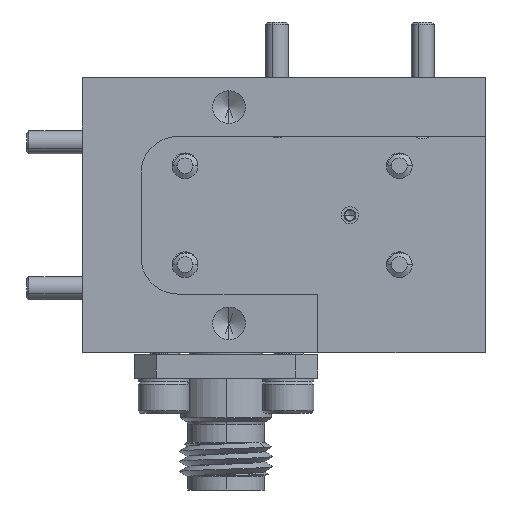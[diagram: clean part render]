
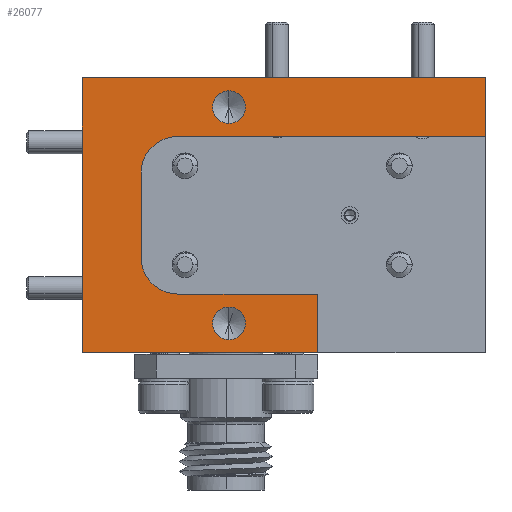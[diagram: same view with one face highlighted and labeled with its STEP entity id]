
A CAD part, front view. The second image highlights one B-rep face of the part: STEP entity #26077.
In plain terms, the highlighted planar face has unit normal (0, -1, 0).
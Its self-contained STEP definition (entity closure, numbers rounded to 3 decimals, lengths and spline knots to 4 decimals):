
#255 = DIRECTION ( 'NONE',  ( 0., 1., 0. ) ) ;
#415 = VERTEX_POINT ( 'NONE', #23241 ) ;
#769 = DIRECTION ( 'NONE',  ( -1., 0., 0. ) ) ;
#1060 = CARTESIAN_POINT ( 'NONE',  ( -2.1199, -0.0624, 0.6129 ) ) ;
#1645 = AXIS2_PLACEMENT_3D ( 'NONE', #13592, #34364, #22872 ) ;
#1851 = DIRECTION ( 'NONE',  ( 0., -1., 0. ) ) ;
#1995 = EDGE_CURVE ( 'NONE', #2781, #28479, #34878, .T. ) ;
#2372 = EDGE_CURVE ( 'NONE', #30709, #20545, #6910, .T. ) ;
#2781 = VERTEX_POINT ( 'NONE', #33394 ) ;
#2886 = ORIENTED_EDGE ( 'NONE', *, *, #17544, .F. ) ;
#2998 = VERTEX_POINT ( 'NONE', #31678 ) ;
#3401 = VECTOR ( 'NONE', #15639, 39.3701 ) ;
#4083 = FACE_OUTER_BOUND ( 'NONE', #11088, .T. ) ;
#4742 = EDGE_CURVE ( 'NONE', #31407, #28479, #29186, .T. ) ;
#4814 = DIRECTION ( 'NONE',  ( 0., 0., 1. ) ) ;
#5959 = AXIS2_PLACEMENT_3D ( 'NONE', #28603, #1851, #37794 ) ;
#6381 = VECTOR ( 'NONE', #31825, 39.3701 ) ;
#6611 = CARTESIAN_POINT ( 'NONE',  ( -2.0199, -0.0624, 1.0429 ) ) ;
#6910 = CIRCLE ( 'NONE', #5959, 0.0445 ) ;
#7104 = DIRECTION ( 'NONE',  ( 0., 0., 1. ) ) ;
#7178 = AXIS2_PLACEMENT_3D ( 'NONE', #32976, #255, #11549 ) ;
#7304 = LINE ( 'NONE', #19783, #6381 ) ;
#7686 = ORIENTED_EDGE ( 'NONE', *, *, #4742, .F. ) ;
#7805 = CARTESIAN_POINT ( 'NONE',  ( -1.1799, -0.0624, 1.2029 ) ) ;
#8197 = CARTESIAN_POINT ( 'NONE',  ( -1.7299, -0.0624, 0.8279 ) ) ;
#8646 = VECTOR ( 'NONE', #35375, 39.3701 ) ;
#9590 = CARTESIAN_POINT ( 'NONE',  ( -1.8799, -0.0624, 1.0784 ) ) ;
#9763 = EDGE_LOOP ( 'NONE', ( #13482, #27376 ) ) ;
#9950 = CARTESIAN_POINT ( 'NONE',  ( -2.0199, -0.0624, 0.9429 ) ) ;
#10207 = VERTEX_POINT ( 'NONE', #11116 ) ;
#10361 = LINE ( 'NONE', #36411, #12652 ) ;
#10395 = DIRECTION ( 'NONE',  ( 0., 0., -1. ) ) ;
#10577 = EDGE_CURVE ( 'NONE', #28421, #10207, #19424, .T. ) ;
#11088 = EDGE_LOOP ( 'NONE', ( #37641, #18839, #7686, #30532, #2886, #28705, #31051, #29608, #23787, #14368 ) ) ;
#11116 = CARTESIAN_POINT ( 'NONE',  ( -1.6379, -0.0624, 0.6129 ) ) ;
#11156 = PLANE ( 'NONE',  #26031 ) ;
#11549 = DIRECTION ( 'NONE',  ( 0., 0., 1. ) ) ;
#11641 = LINE ( 'NONE', #33369, #23778 ) ;
#11971 = DIRECTION ( 'NONE',  ( 0., 0., -1. ) ) ;
#12652 = VECTOR ( 'NONE', #33077, 39.3701 ) ;
#12779 = EDGE_CURVE ( 'NONE', #20545, #30709, #27297, .T. ) ;
#13436 = VECTOR ( 'NONE', #37243, 39.3701 ) ;
#13482 = ORIENTED_EDGE ( 'NONE', *, *, #37173, .F. ) ;
#13592 = CARTESIAN_POINT ( 'NONE',  ( -1.8799, -0.0624, 1.1229 ) ) ;
#14232 = CARTESIAN_POINT ( 'NONE',  ( -2.1199, -0.0624, 1.0429 ) ) ;
#14368 = ORIENTED_EDGE ( 'NONE', *, *, #21802, .T. ) ;
#14707 = VECTOR ( 'NONE', #36732, 39.3701 ) ;
#15639 = DIRECTION ( 'NONE',  ( 0., 0., -1. ) ) ;
#15734 = VERTEX_POINT ( 'NONE', #21011 ) ;
#15815 = VERTEX_POINT ( 'NONE', #34807 ) ;
#15837 = EDGE_LOOP ( 'NONE', ( #32247, #26585 ) ) ;
#17186 = LINE ( 'NONE', #7805, #13436 ) ;
#17544 = EDGE_CURVE ( 'NONE', #415, #2998, #10361, .T. ) ;
#17610 = CARTESIAN_POINT ( 'NONE',  ( -2.1199, -0.0624, 0.7129 ) ) ;
#18839 = ORIENTED_EDGE ( 'NONE', *, *, #1995, .T. ) ;
#19412 = DIRECTION ( 'NONE',  ( 0., 0., -1. ) ) ;
#19424 = LINE ( 'NONE', #1060, #14707 ) ;
#19783 = CARTESIAN_POINT ( 'NONE',  ( -2.2799, -0.0624, 1.2029 ) ) ;
#20545 = VERTEX_POINT ( 'NONE', #24725 ) ;
#21011 = CARTESIAN_POINT ( 'NONE',  ( -1.8799, -0.0624, 1.1674 ) ) ;
#21620 = AXIS2_PLACEMENT_3D ( 'NONE', #9950, #37574, #7104 ) ;
#21802 = EDGE_CURVE ( 'NONE', #28421, #22196, #26012, .T. ) ;
#22052 = VERTEX_POINT ( 'NONE', #32249 ) ;
#22196 = VERTEX_POINT ( 'NONE', #17610 ) ;
#22872 = DIRECTION ( 'NONE',  ( 0., 0., -1. ) ) ;
#23241 = CARTESIAN_POINT ( 'NONE',  ( -2.2799, -0.0624, 1.2029 ) ) ;
#23778 = VECTOR ( 'NONE', #769, 39.3701 ) ;
#23787 = ORIENTED_EDGE ( 'NONE', *, *, #10577, .F. ) ;
#24725 = CARTESIAN_POINT ( 'NONE',  ( -1.8799, -0.0624, 0.5774 ) ) ;
#24877 = AXIS2_PLACEMENT_3D ( 'NONE', #25164, #31327, #19412 ) ;
#25041 = FACE_BOUND ( 'NONE', #9763, .T. ) ;
#25164 = CARTESIAN_POINT ( 'NONE',  ( -1.8799, -0.0624, 1.1229 ) ) ;
#25283 = CARTESIAN_POINT ( 'NONE',  ( -1.8799, -0.0624, 0.5329 ) ) ;
#26012 = CIRCLE ( 'NONE', #7178, 0.1 ) ;
#26031 = AXIS2_PLACEMENT_3D ( 'NONE', #8197, #26195, #4814 ) ;
#26077 = ADVANCED_FACE ( 'NONE', ( #31127, #25041, #4083 ), #11156, .F. ) ;
#26136 = EDGE_CURVE ( 'NONE', #15815, #415, #7304, .T. ) ;
#26195 = DIRECTION ( 'NONE',  ( 0., 1., 0. ) ) ;
#26585 = ORIENTED_EDGE ( 'NONE', *, *, #12779, .F. ) ;
#27114 = CIRCLE ( 'NONE', #1645, 0.0445 ) ;
#27297 = CIRCLE ( 'NONE', #34203, 0.0445 ) ;
#27376 = ORIENTED_EDGE ( 'NONE', *, *, #37796, .F. ) ;
#27742 = CARTESIAN_POINT ( 'NONE',  ( -2.0199, -0.0624, 0.6129 ) ) ;
#28323 = DIRECTION ( 'NONE',  ( 0., -1., 0. ) ) ;
#28421 = VERTEX_POINT ( 'NONE', #27742 ) ;
#28464 = VERTEX_POINT ( 'NONE', #9590 ) ;
#28479 = VERTEX_POINT ( 'NONE', #6611 ) ;
#28603 = CARTESIAN_POINT ( 'NONE',  ( -1.8799, -0.0624, 0.5329 ) ) ;
#28705 = ORIENTED_EDGE ( 'NONE', *, *, #26136, .F. ) ;
#28842 = EDGE_CURVE ( 'NONE', #10207, #22052, #33289, .T. ) ;
#29186 = LINE ( 'NONE', #14232, #8646 ) ;
#29408 = EDGE_CURVE ( 'NONE', #2781, #22196, #31383, .T. ) ;
#29608 = ORIENTED_EDGE ( 'NONE', *, *, #28842, .F. ) ;
#29843 = CARTESIAN_POINT ( 'NONE',  ( -1.8799, -0.0624, 0.4884 ) ) ;
#30532 = ORIENTED_EDGE ( 'NONE', *, *, #32302, .F. ) ;
#30709 = VERTEX_POINT ( 'NONE', #29843 ) ;
#30787 = EDGE_CURVE ( 'NONE', #22052, #15815, #11641, .T. ) ;
#31051 = ORIENTED_EDGE ( 'NONE', *, *, #30787, .F. ) ;
#31127 = FACE_BOUND ( 'NONE', #15837, .T. ) ;
#31327 = DIRECTION ( 'NONE',  ( 0., -1., 0. ) ) ;
#31383 = LINE ( 'NONE', #33682, #3401 ) ;
#31407 = VERTEX_POINT ( 'NONE', #36163 ) ;
#31678 = CARTESIAN_POINT ( 'NONE',  ( -1.1799, -0.0624, 1.2029 ) ) ;
#31825 = DIRECTION ( 'NONE',  ( 0., 0., 1. ) ) ;
#32247 = ORIENTED_EDGE ( 'NONE', *, *, #2372, .F. ) ;
#32249 = CARTESIAN_POINT ( 'NONE',  ( -1.6379, -0.0624, 0.4529 ) ) ;
#32302 = EDGE_CURVE ( 'NONE', #2998, #31407, #17186, .T. ) ;
#32348 = VECTOR ( 'NONE', #11971, 39.3701 ) ;
#32976 = CARTESIAN_POINT ( 'NONE',  ( -2.0199, -0.0624, 0.7129 ) ) ;
#33077 = DIRECTION ( 'NONE',  ( 1., 0., 0. ) ) ;
#33289 = LINE ( 'NONE', #35979, #32348 ) ;
#33369 = CARTESIAN_POINT ( 'NONE',  ( -1.1799, -0.0624, 0.4529 ) ) ;
#33394 = CARTESIAN_POINT ( 'NONE',  ( -2.1199, -0.0624, 0.9429 ) ) ;
#33682 = CARTESIAN_POINT ( 'NONE',  ( -2.1199, -0.0624, 1.0429 ) ) ;
#34203 = AXIS2_PLACEMENT_3D ( 'NONE', #25283, #28323, #10395 ) ;
#34364 = DIRECTION ( 'NONE',  ( 0., -1., 0. ) ) ;
#34807 = CARTESIAN_POINT ( 'NONE',  ( -2.2799, -0.0624, 0.4529 ) ) ;
#34878 = CIRCLE ( 'NONE', #21620, 0.1 ) ;
#35375 = DIRECTION ( 'NONE',  ( -1., 0., 0. ) ) ;
#35979 = CARTESIAN_POINT ( 'NONE',  ( -1.6379, -0.0624, 0.6129 ) ) ;
#36163 = CARTESIAN_POINT ( 'NONE',  ( -1.1799, -0.0624, 1.0429 ) ) ;
#36411 = CARTESIAN_POINT ( 'NONE',  ( -1.1799, -0.0624, 1.2029 ) ) ;
#36413 = CIRCLE ( 'NONE', #24877, 0.0445 ) ;
#36732 = DIRECTION ( 'NONE',  ( 1., 0., 0. ) ) ;
#37173 = EDGE_CURVE ( 'NONE', #28464, #15734, #36413, .T. ) ;
#37243 = DIRECTION ( 'NONE',  ( 0., 0., -1. ) ) ;
#37574 = DIRECTION ( 'NONE',  ( 0., 1., 0. ) ) ;
#37641 = ORIENTED_EDGE ( 'NONE', *, *, #29408, .F. ) ;
#37794 = DIRECTION ( 'NONE',  ( 0., 0., -1. ) ) ;
#37796 = EDGE_CURVE ( 'NONE', #15734, #28464, #27114, .T. ) ;
